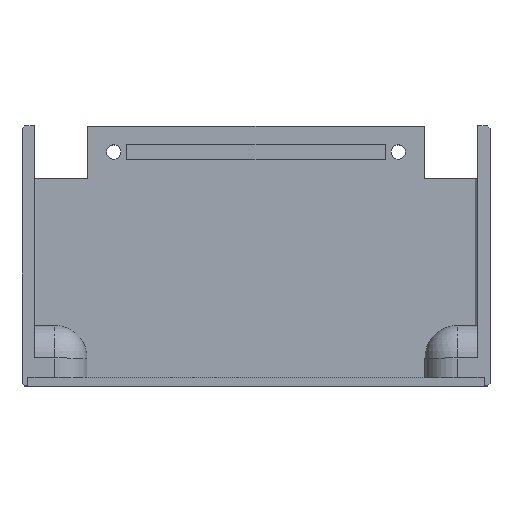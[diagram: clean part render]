
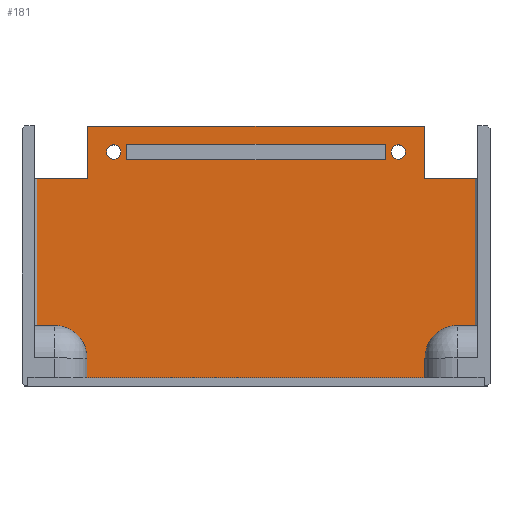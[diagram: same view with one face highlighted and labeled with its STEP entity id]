
A CAD part, top view. The second image highlights one B-rep face of the part: STEP entity #181.
In plain terms, the highlighted planar face has unit normal (0, 0, 1).
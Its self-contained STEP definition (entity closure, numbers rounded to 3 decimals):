
#32 = VERTEX_POINT('',#33);
#33 = CARTESIAN_POINT('',(84.25,-76.75,4.75));
#39 = EDGE_CURVE('',#40,#32,#42,.T.);
#40 = VERTEX_POINT('',#41);
#41 = CARTESIAN_POINT('',(77.5,-76.75,4.75));
#42 = LINE('',#43,#44);
#43 = CARTESIAN_POINT('',(65.,-76.75,4.75));
#44 = VECTOR('',#45,1.);
#45 = DIRECTION('',(1.,0.,0.));
#137 = VERTEX_POINT('',#138);
#138 = CARTESIAN_POINT('',(84.25,-20.25,4.75));
#144 = EDGE_CURVE('',#137,#32,#145,.T.);
#145 = LINE('',#146,#147);
#146 = CARTESIAN_POINT('',(84.25,-20.25,4.75));
#147 = VECTOR('',#148,1.);
#148 = DIRECTION('',(0.,-1.,0.));
#181 = ADVANCED_FACE('',(#182,#282,#316,#327),#338,.T.);
#182 = FACE_BOUND('',#183,.T.);
#183 = EDGE_LOOP('',(#184,#185,#186,#194,#202,#210,#218,#226,#234,#242,
    #251,#259,#267,#275));
#184 = ORIENTED_EDGE('',*,*,#39,.T.);
#185 = ORIENTED_EDGE('',*,*,#144,.F.);
#186 = ORIENTED_EDGE('',*,*,#187,.T.);
#187 = EDGE_CURVE('',#137,#188,#190,.T.);
#188 = VERTEX_POINT('',#189);
#189 = CARTESIAN_POINT('',(64.75,-20.25,4.75));
#190 = LINE('',#191,#192);
#191 = CARTESIAN_POINT('',(32.375,-20.25,4.75));
#192 = VECTOR('',#193,1.);
#193 = DIRECTION('',(-1.,0.,0.));
#194 = ORIENTED_EDGE('',*,*,#195,.F.);
#195 = EDGE_CURVE('',#196,#188,#198,.T.);
#196 = VERTEX_POINT('',#197);
#197 = CARTESIAN_POINT('',(64.75,0.,4.75));
#198 = LINE('',#199,#200);
#199 = CARTESIAN_POINT('',(64.75,-10.125,4.75));
#200 = VECTOR('',#201,1.);
#201 = DIRECTION('',(0.,-1.,0.));
#202 = ORIENTED_EDGE('',*,*,#203,.F.);
#203 = EDGE_CURVE('',#204,#196,#206,.T.);
#204 = VERTEX_POINT('',#205);
#205 = CARTESIAN_POINT('',(-64.75,0.,4.75));
#206 = LINE('',#207,#208);
#207 = CARTESIAN_POINT('',(0.,0.,4.75));
#208 = VECTOR('',#209,1.);
#209 = DIRECTION('',(1.,0.,0.));
#210 = ORIENTED_EDGE('',*,*,#211,.T.);
#211 = EDGE_CURVE('',#204,#212,#214,.T.);
#212 = VERTEX_POINT('',#213);
#213 = CARTESIAN_POINT('',(-64.75,-20.25,4.75));
#214 = LINE('',#215,#216);
#215 = CARTESIAN_POINT('',(-64.75,-10.125,4.75));
#216 = VECTOR('',#217,1.);
#217 = DIRECTION('',(0.,-1.,-0.));
#218 = ORIENTED_EDGE('',*,*,#219,.F.);
#219 = EDGE_CURVE('',#220,#212,#222,.T.);
#220 = VERTEX_POINT('',#221);
#221 = CARTESIAN_POINT('',(-84.25,-20.25,4.75));
#222 = LINE('',#223,#224);
#223 = CARTESIAN_POINT('',(-32.375,-20.25,4.75));
#224 = VECTOR('',#225,1.);
#225 = DIRECTION('',(1.,0.,0.));
#226 = ORIENTED_EDGE('',*,*,#227,.T.);
#227 = EDGE_CURVE('',#220,#228,#230,.T.);
#228 = VERTEX_POINT('',#229);
#229 = CARTESIAN_POINT('',(-84.25,-76.75,4.75));
#230 = LINE('',#231,#232);
#231 = CARTESIAN_POINT('',(-84.25,-20.25,4.75));
#232 = VECTOR('',#233,1.);
#233 = DIRECTION('',(0.,-1.,-0.));
#234 = ORIENTED_EDGE('',*,*,#235,.F.);
#235 = EDGE_CURVE('',#236,#228,#238,.T.);
#236 = VERTEX_POINT('',#237);
#237 = CARTESIAN_POINT('',(-77.5,-76.75,4.75));
#238 = LINE('',#239,#240);
#239 = CARTESIAN_POINT('',(-65.,-76.75,4.75));
#240 = VECTOR('',#241,1.);
#241 = DIRECTION('',(-1.,0.,0.));
#242 = ORIENTED_EDGE('',*,*,#243,.T.);
#243 = EDGE_CURVE('',#236,#244,#246,.T.);
#244 = VERTEX_POINT('',#245);
#245 = CARTESIAN_POINT('',(-65.,-89.25,4.75));
#246 = CIRCLE('',#247,12.5);
#247 = AXIS2_PLACEMENT_3D('',#248,#249,#250);
#248 = CARTESIAN_POINT('',(-77.5,-89.25,4.75));
#249 = DIRECTION('',(0.,0.,-1.));
#250 = DIRECTION('',(0.,-1.,0.));
#251 = ORIENTED_EDGE('',*,*,#252,.F.);
#252 = EDGE_CURVE('',#253,#244,#255,.T.);
#253 = VERTEX_POINT('',#254);
#254 = CARTESIAN_POINT('',(-65.,-96.75,4.75));
#255 = LINE('',#256,#257);
#256 = CARTESIAN_POINT('',(-65.,-96.75,4.75));
#257 = VECTOR('',#258,1.);
#258 = DIRECTION('',(0.,1.,0.));
#259 = ORIENTED_EDGE('',*,*,#260,.F.);
#260 = EDGE_CURVE('',#261,#253,#263,.T.);
#261 = VERTEX_POINT('',#262);
#262 = CARTESIAN_POINT('',(65.,-96.75,4.75));
#263 = LINE('',#264,#265);
#264 = CARTESIAN_POINT('',(0.,-96.75,4.75));
#265 = VECTOR('',#266,1.);
#266 = DIRECTION('',(-1.,0.,0.));
#267 = ORIENTED_EDGE('',*,*,#268,.T.);
#268 = EDGE_CURVE('',#261,#269,#271,.T.);
#269 = VERTEX_POINT('',#270);
#270 = CARTESIAN_POINT('',(65.,-89.25,4.75));
#271 = LINE('',#272,#273);
#272 = CARTESIAN_POINT('',(65.,-96.75,4.75));
#273 = VECTOR('',#274,1.);
#274 = DIRECTION('',(0.,1.,0.));
#275 = ORIENTED_EDGE('',*,*,#276,.F.);
#276 = EDGE_CURVE('',#40,#269,#277,.T.);
#277 = CIRCLE('',#278,12.5);
#278 = AXIS2_PLACEMENT_3D('',#279,#280,#281);
#279 = CARTESIAN_POINT('',(77.5,-89.25,4.75));
#280 = DIRECTION('',(-0.,0.,1.));
#281 = DIRECTION('',(0.,-1.,0.));
#282 = FACE_BOUND('',#283,.T.);
#283 = EDGE_LOOP('',(#284,#294,#302,#310));
#284 = ORIENTED_EDGE('',*,*,#285,.F.);
#285 = EDGE_CURVE('',#286,#288,#290,.T.);
#286 = VERTEX_POINT('',#287);
#287 = CARTESIAN_POINT('',(-49.75,-13.,4.75));
#288 = VERTEX_POINT('',#289);
#289 = CARTESIAN_POINT('',(49.75,-13.,4.75));
#290 = LINE('',#291,#292);
#291 = CARTESIAN_POINT('',(0.,-13.,4.75));
#292 = VECTOR('',#293,1.);
#293 = DIRECTION('',(1.,0.,0.));
#294 = ORIENTED_EDGE('',*,*,#295,.T.);
#295 = EDGE_CURVE('',#286,#296,#298,.T.);
#296 = VERTEX_POINT('',#297);
#297 = CARTESIAN_POINT('',(-49.75,-7.,4.75));
#298 = LINE('',#299,#300);
#299 = CARTESIAN_POINT('',(-49.75,-51.875,4.75));
#300 = VECTOR('',#301,1.);
#301 = DIRECTION('',(0.,1.,0.));
#302 = ORIENTED_EDGE('',*,*,#303,.F.);
#303 = EDGE_CURVE('',#304,#296,#306,.T.);
#304 = VERTEX_POINT('',#305);
#305 = CARTESIAN_POINT('',(49.75,-7.,4.75));
#306 = LINE('',#307,#308);
#307 = CARTESIAN_POINT('',(0.,-7.,4.75));
#308 = VECTOR('',#309,1.);
#309 = DIRECTION('',(-1.,0.,0.));
#310 = ORIENTED_EDGE('',*,*,#311,.F.);
#311 = EDGE_CURVE('',#288,#304,#312,.T.);
#312 = LINE('',#313,#314);
#313 = CARTESIAN_POINT('',(49.75,-51.875,4.75));
#314 = VECTOR('',#315,1.);
#315 = DIRECTION('',(0.,1.,0.));
#316 = FACE_BOUND('',#317,.T.);
#317 = EDGE_LOOP('',(#318));
#318 = ORIENTED_EDGE('',*,*,#319,.F.);
#319 = EDGE_CURVE('',#320,#320,#322,.T.);
#320 = VERTEX_POINT('',#321);
#321 = CARTESIAN_POINT('',(52.,-10.,4.75));
#322 = CIRCLE('',#323,2.75);
#323 = AXIS2_PLACEMENT_3D('',#324,#325,#326);
#324 = CARTESIAN_POINT('',(54.75,-10.,4.75));
#325 = DIRECTION('',(0.,0.,1.));
#326 = DIRECTION('',(-1.,0.,0.));
#327 = FACE_BOUND('',#328,.T.);
#328 = EDGE_LOOP('',(#329));
#329 = ORIENTED_EDGE('',*,*,#330,.T.);
#330 = EDGE_CURVE('',#331,#331,#333,.T.);
#331 = VERTEX_POINT('',#332);
#332 = CARTESIAN_POINT('',(-52.,-10.,4.75));
#333 = CIRCLE('',#334,2.75);
#334 = AXIS2_PLACEMENT_3D('',#335,#336,#337);
#335 = CARTESIAN_POINT('',(-54.75,-10.,4.75));
#336 = DIRECTION('',(0.,0.,-1.));
#337 = DIRECTION('',(1.,0.,0.));
#338 = PLANE('',#339);
#339 = AXIS2_PLACEMENT_3D('',#340,#341,#342);
#340 = CARTESIAN_POINT('',(0.,-47.855,4.75));
#341 = DIRECTION('',(0.,0.,1.));
#342 = DIRECTION('',(1.,0.,0.));
